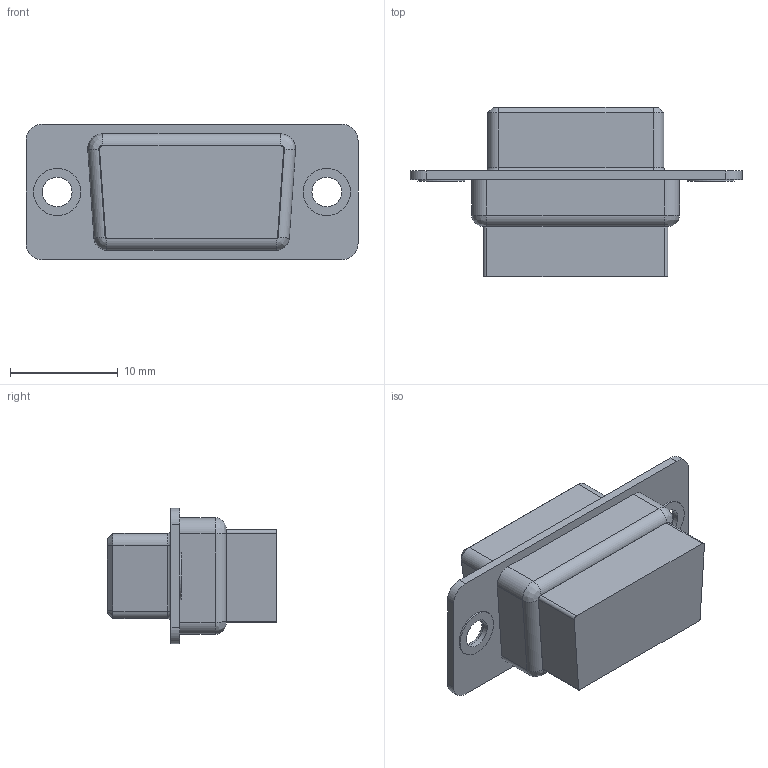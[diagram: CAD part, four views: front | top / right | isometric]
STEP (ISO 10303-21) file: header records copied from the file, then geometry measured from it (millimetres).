
FILE_DESCRIPTION( ('This file contains a STEP AP42 implementation' ,'as created by ZW3D STEP Interface translator.') ,'2;1' );
FILE_NAME( '6221-XXFN00X01.stp' ,'2311 9.16 252', (''), ('ZWCAD Software Co.'), 'Version 1.0', 'ZW3D to STEP translator', '' );
FILE_SCHEMA(('AUTOMOTIVE_DESIGN { 1 0 10303 214 1 1 1 1 }'));
Length unit declared in the file: millimetre
Products named in the file (2): 0; 6210_xxff002
Bounding box: 30.81 x 15.7 x 12.55 mm (x, y, z)
Volume: 2451.7 mm3; surface area: 2636 mm2
Topology: 1 solids, 1 shells, 145 faces, 332 edges, 206 vertices
Faces by surface type: cylinder 60, plane 51, torus 26, bspline 4, cone 4
Entity records: 4380 total; most frequent: CARTESIAN_POINT 788, DIRECTION 774, ORIENTED_EDGE 664, EDGE_CURVE 332, AXIS2_PLACEMENT_3D 309, VERTEX_POINT 206, EDGE_LOOP 166, VECTOR 156
